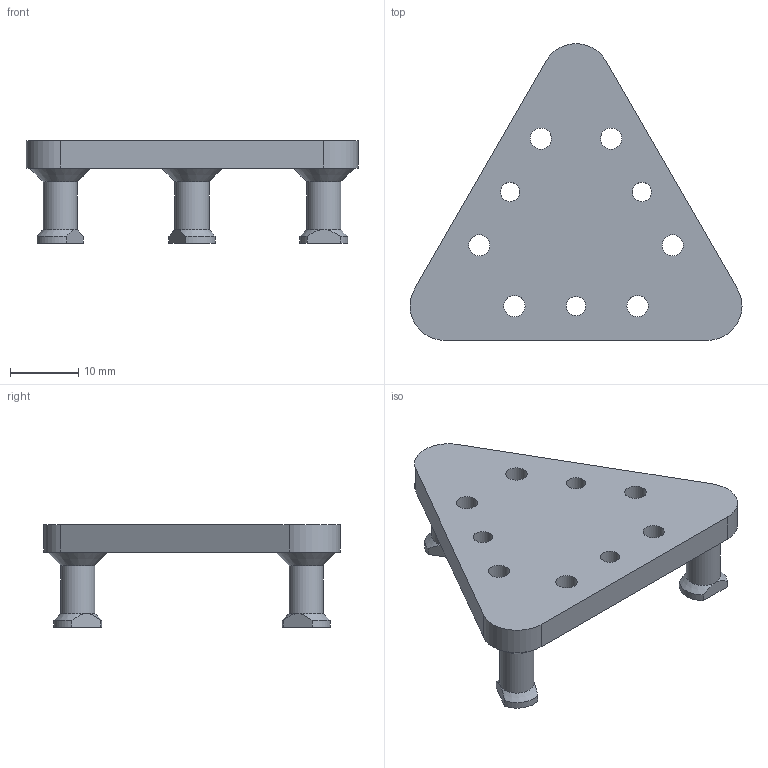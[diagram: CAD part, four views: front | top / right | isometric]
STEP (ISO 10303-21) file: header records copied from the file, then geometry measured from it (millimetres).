
FILE_DESCRIPTION(/* description */ ('STEP AP242','CAx-IF Rec.Pracs.---Representation and Presentation of Product Manufacturing Information (PMI)---4.0---2014-10-13','CAx-IF Rec.Pracs.---3D Tessellated Geometry---0.4---2014-09-14','2;1'),/* implementation_level */ '2;1');
FILE_NAME(/* name */ '62e858d7520d550e32955f7c',/* time_stamp */ '2022-08-01T22:51:04+00:00',/* author */ (''),/* organization */ (''),/* preprocessor_version */ 'ST-DEVELOPER v18.102',/* originating_system */ ' ',/* authorisation */ ' ');
FILE_SCHEMA (('AP242_MANAGED_MODEL_BASED_3D_ENGINEERING_MIM_LF { 1 0 10303 442 1 1 4 }'));
Length unit declared in the file: metre
Products named in the file (1): Frame
Bounding box: 48.5 x 43.34 x 15 mm (x, y, z)
Volume: 5759 mm3; surface area: 3949.1 mm2
Topology: 1 solids, 1 shells, 44 faces, 108 edges, 69 vertices
Faces by surface type: cylinder 21, plane 14, cone 9
Full cylindrical faces by diameter (mm): 2.8 x3, 3.1 x6, 5 x3
Entity records: 1288 total; most frequent: CARTESIAN_POINT 249, DIRECTION 216, ORIENTED_EDGE 180, AXIS2_PLACEMENT_3D 93, EDGE_CURVE 90, EDGE_LOOP 80, FACE_BOUND 80, VERTEX_POINT 66
